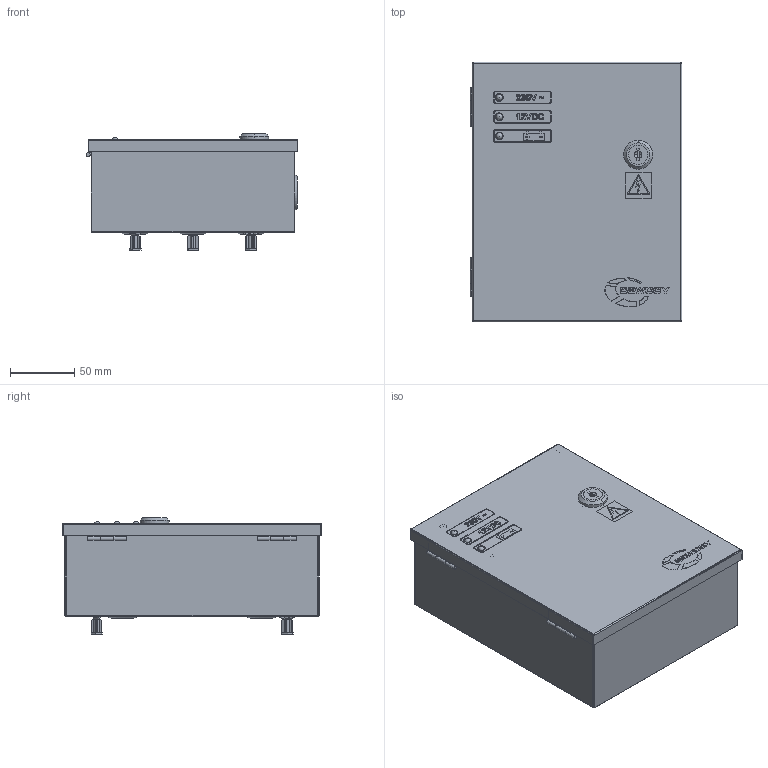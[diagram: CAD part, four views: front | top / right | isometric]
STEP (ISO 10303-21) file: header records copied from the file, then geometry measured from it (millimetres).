
FILE_DESCRIPTION (( 'STEP AP214' ), '1' );
FILE_NAME ('AD1203R.STEP', '2021-08-02T12:14:25', ( '' ), ( '' ), 'SwSTEP 2.0', 'SolidWorks 2020', '' );
FILE_SCHEMA (( 'AUTOMOTIVE_DESIGN' ));
Length unit declared in the file: millimetre
Products named in the file (22): 1751400BIS_2ANG; CAM LOCK XL; BOITIER AD1203R_AD1203R; ELEC AD1203R_AD1203R; Parte 1 Deviatore a Rotella Panasonic AM5; ELEC AD1203R; User Library-20mm diameter panel hole grommet; Deviatore a Rotella Panasonic AM5_LIBRE; EP0180-LED 5MM_VERT; 1751400BIS; CAPOT DE PROTECTION AD1203R; ISO 7045 - M3 x 6 - Z --- 6S_ISO 7045 - M3 x 6 - Z --- 6S; r6513-00_paroi 0.8mm; EP0180-LED 5MM_ORANGE; BT CONTACT; Parte 4 Deviatore a Rotella Panasonic AM5; Parte 2 Deviatore a Rotella Panasonic AM5; 1751400BIS_1ANG; Parte 3 Deviatore a Rotella Panasonic AM5; HB-9500_5P; Mascon2; AD1203R
Assembly tree (28 placements, depth 4):
  AD1203R
    BOITIER AD1203R_AD1203R
    CAM LOCK XL
    EP0180-LED 5MM_VERT  x2
    EP0180-LED 5MM_ORANGE
    User Library-20mm diameter panel hole grommet  x3
    ELEC AD1203R_AD1203R
      ELEC AD1203R
      CAPOT DE PROTECTION AD1203R
      HB-9500_5P
      Mascon2  x2
      ISO 7045 - M3 x 6 - Z --- 6S_ISO 7045 - M3 x 6 - Z --- 6S  x2
      1751400BIS
        1751400BIS_2ANG
        1751400BIS_1ANG
      BT CONTACT
    Deviatore a Rotella Panasonic AM5_LIBRE
      Parte 1 Deviatore a Rotella Panasonic AM5
      Parte 2 Deviatore a Rotella Panasonic AM5
      Parte 3 Deviatore a Rotella Panasonic AM5
      Parte 4 Deviatore a Rotella Panasonic AM5
    r6513-00_paroi 0.8mm  x3
Bounding box: 164.7 x 202 x 90.8 mm (x, y, z)
Volume: 166176.6 mm3; surface area: 334441.4 mm2
Topology: 39 solids, 39 shells, 3337 faces, 9196 edges, 6224 vertices
Faces by surface type: plane 2052, cylinder 687, bspline 366, cone 142, torus 77, sphere 13
Entity records: 133457 total; most frequent: CARTESIAN_POINT 41734, ORIENTED_EDGE 16534, DIRECTION 13881, EDGE_CURVE 8267, VERTEX_POINT 5633, VECTOR 5561, LINE 5561, AXIS2_PLACEMENT_3D 4160
